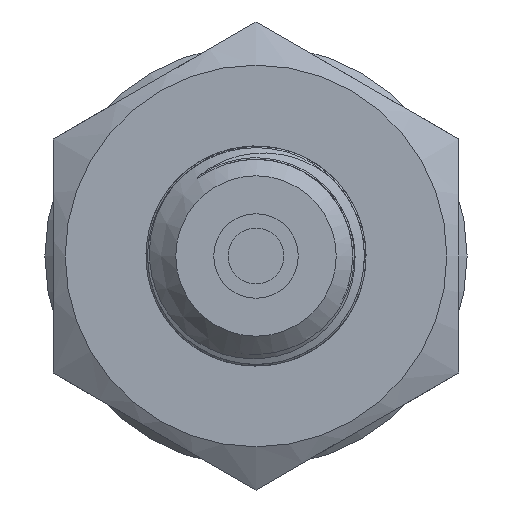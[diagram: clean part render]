
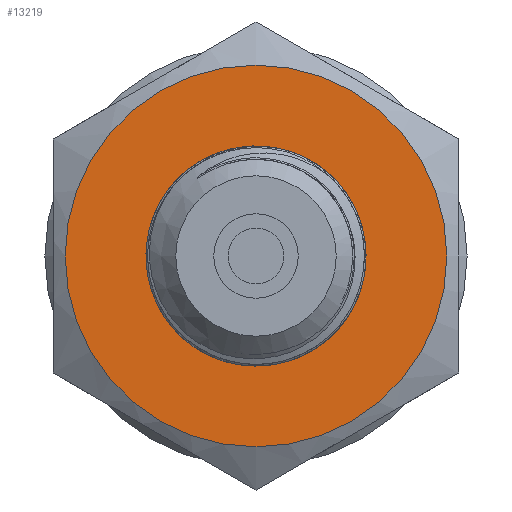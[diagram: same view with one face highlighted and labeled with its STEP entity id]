
A CAD part, left-side view. The second image highlights one B-rep face of the part: STEP entity #13219.
In plain terms, the highlighted planar face has unit normal (-1, 0, 0).
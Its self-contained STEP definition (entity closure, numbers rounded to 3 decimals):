
#181=FACE_BOUND('',#1828,.T.);
#253=PLANE('',#13925);
#1059=FACE_OUTER_BOUND('',#1827,.T.);
#1827=EDGE_LOOP('',(#10283));
#1828=EDGE_LOOP('',(#10284));
#2414=CIRCLE('',#13904,11.3);
#2419=CIRCLE('',#13921,6.5);
#5867=VERTEX_POINT('',#24066);
#5885=VERTEX_POINT('',#28574);
#7454=EDGE_CURVE('',#5867,#5867,#2414,.T.);
#7488=EDGE_CURVE('',#5885,#5885,#2419,.T.);
#10283=ORIENTED_EDGE('',*,*,#7454,.T.);
#10284=ORIENTED_EDGE('',*,*,#7488,.T.);
#13219=ADVANCED_FACE('',(#1059,#181),#253,.T.);
#13904=AXIS2_PLACEMENT_3D('',#24068,#15178,#15179);
#13921=AXIS2_PLACEMENT_3D('',#28575,#15221,#15222);
#13925=AXIS2_PLACEMENT_3D('',#28581,#15229,#15230);
#15178=DIRECTION('center_axis',(-1.,0.,0.));
#15179=DIRECTION('ref_axis',(0.,1.,0.));
#15221=DIRECTION('center_axis',(1.,0.,0.));
#15222=DIRECTION('ref_axis',(0.,0.,-1.));
#15229=DIRECTION('center_axis',(-1.,0.,0.));
#15230=DIRECTION('ref_axis',(0.,0.,1.));
#24066=CARTESIAN_POINT('',(15.,-11.3,0.));
#24068=CARTESIAN_POINT('Origin',(15.,0.,0.));
#28574=CARTESIAN_POINT('',(15.,0.,6.5));
#28575=CARTESIAN_POINT('Origin',(15.,0.,0.));
#28581=CARTESIAN_POINT('Origin',(15.,12.,0.));
